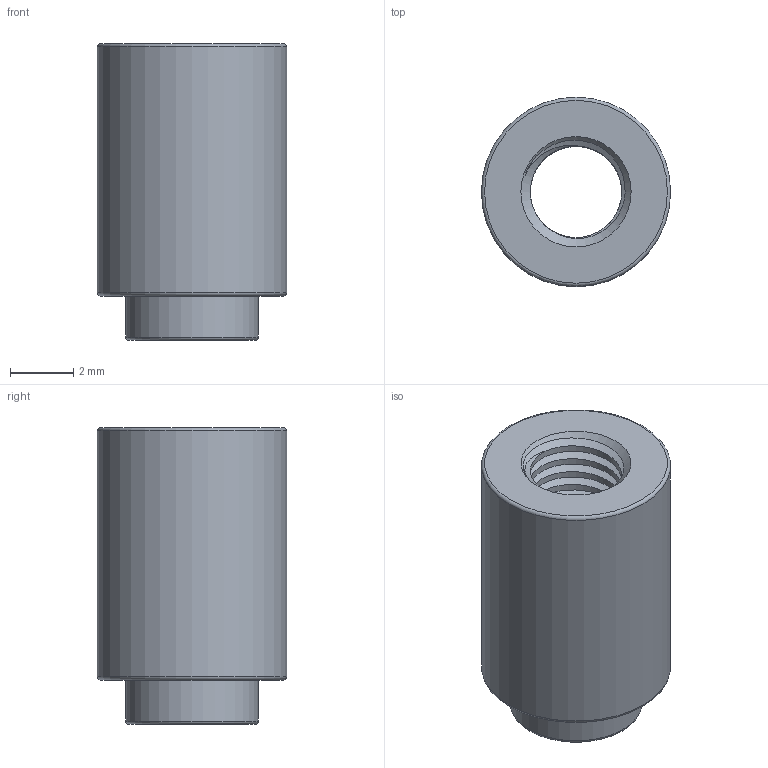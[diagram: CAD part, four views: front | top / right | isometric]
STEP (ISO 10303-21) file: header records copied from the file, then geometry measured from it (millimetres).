
FILE_DESCRIPTION(('FreeCAD Model'),'2;1');
FILE_NAME('Open CASCADE Shape Model','2024-12-08T12:37:04',(''),(''), 'Open CASCADE STEP processor 7.7','FreeCAD','Unknown');
FILE_SCHEMA(('AUTOMOTIVE_DESIGN { 1 0 10303 214 1 1 1 1 }'));
Length unit declared in the file: millimetre
Products named in the file (1): Body
Bounding box: 6 x 6 x 9.4 mm (x, y, z)
Volume: 176.3 mm3; surface area: 348.4 mm2
Topology: 1 solids, 1 shells, 50 faces, 155 edges, 108 vertices
Faces by surface type: bspline 38, plane 3, torus 3, cone 3, cylinder 3
Full cylindrical faces by diameter (mm): 4.2 x1, 6 x1
Entity records: 15282 total; most frequent: CARTESIAN_POINT 12852, ORIENTED_EDGE 310, PCURVE 310, DEFINITIONAL_REPRESENTATION 310, B_SPLINE_CURVE_WITH_KNOTS 295, DIRECTION 208, EDGE_CURVE 155, LINE 149
